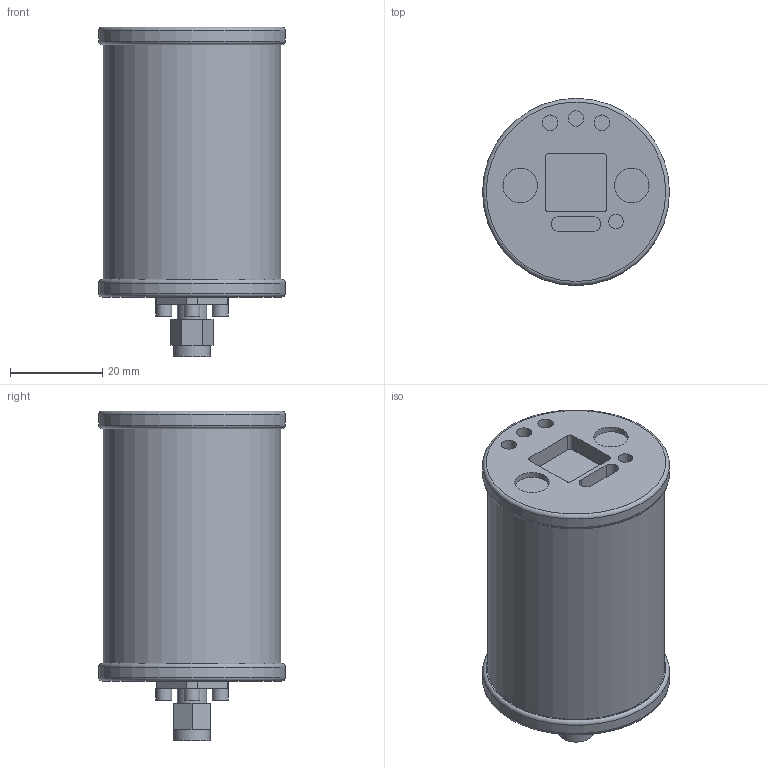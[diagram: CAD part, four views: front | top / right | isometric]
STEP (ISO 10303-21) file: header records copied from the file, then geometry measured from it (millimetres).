
FILE_DESCRIPTION(/* description */ (''),/* implementation_level */ '2;1');
FILE_NAME(/* name */ 'LB478_479_480_3.5mm_SMA_2.92mm_Male .step',/* time_stamp */ '2022-06-28T16:01:52-06:00',/* author */ (''),/* organization */ (''),/* preprocessor_version */ 'ST-DEVELOPER v19',/* originating_system */ 'Autodesk Translation Framework v11.7.0.108',/* authorisation */ '');
FILE_SCHEMA (('AUTOMOTIVE_DESIGN { 1 0 10303 214 3 1 1 }'));
Length unit declared in the file: inch
Products named in the file (2): LB479; SMA M
Assembly tree (1 placements, depth 2):
  LB479
    SMA M
Bounding box: 40.44 x 40.44 x 71.37 mm (x, y, z)
Volume: 68209.9 mm3; surface area: 11172 mm2
Topology: 2 solids, 2 shells, 109 faces, 231 edges, 151 vertices
Faces by surface type: plane 75, cylinder 30, torus 4
Full cylindrical faces by diameter (mm): 2.271 x4, 3.175 x1, 3.354 x2, 3.365 x1, 3.429 x4, 6.35 x2, 7.493 x2, 7.874 x1, 38.354 x1, 40.437 x2
Entity records: 2984 total; most frequent: DIRECTION 530, CARTESIAN_POINT 494, ORIENTED_EDGE 462, EDGE_CURVE 231, AXIS2_PLACEMENT_3D 187, LINE 156, VECTOR 156, VERTEX_POINT 151
